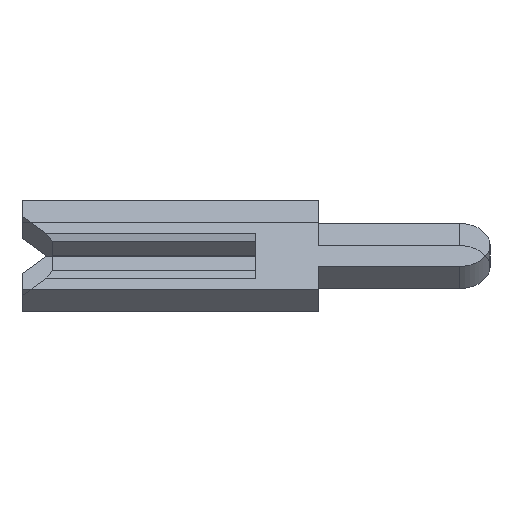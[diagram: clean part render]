
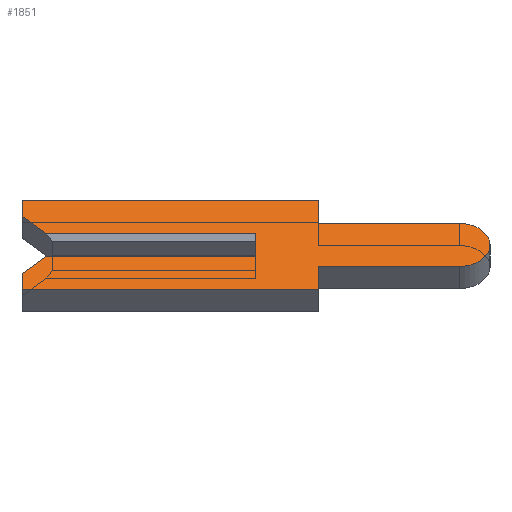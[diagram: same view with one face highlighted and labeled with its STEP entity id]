
A CAD part, left-side view. The second image highlights one B-rep face of the part: STEP entity #1851.
In plain terms, the highlighted face is planar.
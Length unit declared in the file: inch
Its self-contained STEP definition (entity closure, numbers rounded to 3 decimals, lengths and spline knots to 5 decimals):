
#2 = CARTESIAN_POINT ( 'NONE',  ( -0.01, -0.04, 0.0195 ) ) ;
#24 = DIRECTION ( 'NONE',  ( 0., -1., 0. ) ) ;
#33 = DIRECTION ( 'NONE',  ( 0., 0.707, 0.707 ) ) ;
#39 = CARTESIAN_POINT ( 'NONE',  ( -0.01, -0.04, 0.04 ) ) ;
#51 = DIRECTION ( 'NONE',  ( 0., 0., -1. ) ) ;
#56 = DIRECTION ( 'NONE',  ( 0., 0., -1. ) ) ;
#82 = LINE ( 'NONE', #1632, #484 ) ;
#95 = VECTOR ( 'NONE', #1825, 39.37008 ) ;
#97 = VERTEX_POINT ( 'NONE', #1054 ) ;
#106 = VECTOR ( 'NONE', #851, 39.37008 ) ;
#133 = EDGE_CURVE ( 'NONE', #352, #1653, #1092, .T. ) ;
#141 = CARTESIAN_POINT ( 'NONE',  ( -0.01, 0., 0.01 ) ) ;
#178 = VECTOR ( 'NONE', #1715, 39.37008 ) ;
#215 = CARTESIAN_POINT ( 'NONE',  ( -0.01, -0.04, -0.04 ) ) ;
#226 = ORIENTED_EDGE ( 'NONE', *, *, #1697, .F. ) ;
#231 = DIRECTION ( 'NONE',  ( 0., 0., 1. ) ) ;
#249 = EDGE_CURVE ( 'NONE', #1295, #1750, #1868, .T. ) ;
#287 = ORIENTED_EDGE ( 'NONE', *, *, #1327, .F. ) ;
#294 = CARTESIAN_POINT ( 'NONE',  ( -0.01, 0.15, 0.026 ) ) ;
#326 = EDGE_CURVE ( 'NONE', #1750, #1709, #502, .T. ) ;
#334 = VECTOR ( 'NONE', #1494, 39.37008 ) ;
#337 = EDGE_CURVE ( 'NONE', #1653, #1091, #823, .T. ) ;
#344 = VERTEX_POINT ( 'NONE', #141 ) ;
#352 = VERTEX_POINT ( 'NONE', #294 ) ;
#356 = LINE ( 'NONE', #1293, #1735 ) ;
#364 = EDGE_CURVE ( 'NONE', #1497, #344, #867, .T. ) ;
#373 = ORIENTED_EDGE ( 'NONE', *, *, #337, .F. ) ;
#417 = LINE ( 'NONE', #788, #529 ) ;
#430 = CARTESIAN_POINT ( 'NONE',  ( -0.01, 0.15, 0.04 ) ) ;
#439 = CARTESIAN_POINT ( 'NONE',  ( -0.01, -0.1305, 0. ) ) ;
#464 = ORIENTED_EDGE ( 'NONE', *, *, #818, .F. ) ;
#483 = VECTOR ( 'NONE', #231, 39.37008 ) ;
#484 = VECTOR ( 'NONE', #33, 39.37008 ) ;
#502 = LINE ( 'NONE', #1552, #1244 ) ;
#510 = CARTESIAN_POINT ( 'NONE',  ( -0.01, 0.134, -0.01 ) ) ;
#529 = VECTOR ( 'NONE', #1600, 39.37008 ) ;
#555 = CARTESIAN_POINT ( 'NONE',  ( -0.01, -0.04, -0.0195 ) ) ;
#570 = DIRECTION ( 'NONE',  ( 0., 0., -1. ) ) ;
#574 = LINE ( 'NONE', #1361, #106 ) ;
#600 = CARTESIAN_POINT ( 'NONE',  ( -0.01, 0.15, 0.01 ) ) ;
#675 = EDGE_CURVE ( 'NONE', #1091, #941, #356, .T. ) ;
#700 = DIRECTION ( 'NONE',  ( 1., 0., 0. ) ) ;
#712 = ORIENTED_EDGE ( 'NONE', *, *, #675, .F. ) ;
#713 = ORIENTED_EDGE ( 'NONE', *, *, #249, .F. ) ;
#718 = AXIS2_PLACEMENT_3D ( 'NONE', #439, #1526, #570 ) ;
#778 = VECTOR ( 'NONE', #51, 39.37008 ) ;
#788 = CARTESIAN_POINT ( 'NONE',  ( -0.01, 0.1305, -0.0065 ) ) ;
#818 = EDGE_CURVE ( 'NONE', #1709, #1342, #417, .T. ) ;
#823 = LINE ( 'NONE', #430, #1241 ) ;
#842 = EDGE_LOOP ( 'NONE', ( #1940, #226, #1376, #464, #986, #713, #287, #1773, #1230, #2006, #712, #373, #885, #924 ) ) ;
#847 = VECTOR ( 'NONE', #24, 39.37008 ) ;
#851 = DIRECTION ( 'NONE',  ( 0., 1., 0. ) ) ;
#863 = CARTESIAN_POINT ( 'NONE',  ( -0.01, 0.15, -0.026 ) ) ;
#867 = LINE ( 'NONE', #600, #178 ) ;
#885 = ORIENTED_EDGE ( 'NONE', *, *, #133, .F. ) ;
#903 = LINE ( 'NONE', #1794, #483 ) ;
#917 = DIRECTION ( 'NONE',  ( 0., -1., 0. ) ) ;
#924 = ORIENTED_EDGE ( 'NONE', *, *, #1075, .F. ) ;
#940 = DIRECTION ( 'NONE',  ( 0., 1., 0. ) ) ;
#941 = VERTEX_POINT ( 'NONE', #2 ) ;
#956 = DIRECTION ( 'NONE',  ( 0., 0., -1. ) ) ;
#978 = EDGE_CURVE ( 'NONE', #941, #1884, #1928, .T. ) ;
#986 = ORIENTED_EDGE ( 'NONE', *, *, #326, .F. ) ;
#1038 = CARTESIAN_POINT ( 'NONE',  ( -0.01, 0.15, 0.04 ) ) ;
#1054 = CARTESIAN_POINT ( 'NONE',  ( -0.01, -0.1305, -0.0195 ) ) ;
#1075 = EDGE_CURVE ( 'NONE', #1497, #352, #82, .T. ) ;
#1091 = VERTEX_POINT ( 'NONE', #39 ) ;
#1092 = LINE ( 'NONE', #1683, #95 ) ;
#1124 = LINE ( 'NONE', #1181, #334 ) ;
#1147 = CARTESIAN_POINT ( 'NONE',  ( -0.01, 0., -0.01 ) ) ;
#1181 = CARTESIAN_POINT ( 'NONE',  ( -0.01, -0.1305, -0.01 ) ) ;
#1200 = LINE ( 'NONE', #215, #778 ) ;
#1230 = ORIENTED_EDGE ( 'NONE', *, *, #2002, .F. ) ;
#1241 = VECTOR ( 'NONE', #917, 39.37008 ) ;
#1244 = VECTOR ( 'NONE', #1405, 39.37008 ) ;
#1293 = CARTESIAN_POINT ( 'NONE',  ( -0.01, -0.04, 0.04 ) ) ;
#1295 = VERTEX_POINT ( 'NONE', #1323 ) ;
#1299 = AXIS2_PLACEMENT_3D ( 'NONE', #1808, #700, #56 ) ;
#1323 = CARTESIAN_POINT ( 'NONE',  ( -0.01, -0.04, -0.04 ) ) ;
#1327 = EDGE_CURVE ( 'NONE', #1894, #1295, #1200, .T. ) ;
#1342 = VERTEX_POINT ( 'NONE', #510 ) ;
#1354 = PLANE ( 'NONE',  #1299 ) ;
#1361 = CARTESIAN_POINT ( 'NONE',  ( -0.01, -0.04, -0.0195 ) ) ;
#1375 = VECTOR ( 'NONE', #940, 39.37008 ) ;
#1376 = ORIENTED_EDGE ( 'NONE', *, *, #1598, .F. ) ;
#1390 = CARTESIAN_POINT ( 'NONE',  ( -0.01, 0.15, -0.04 ) ) ;
#1405 = DIRECTION ( 'NONE',  ( 0., 0., 1. ) ) ;
#1429 = VERTEX_POINT ( 'NONE', #1147 ) ;
#1494 = DIRECTION ( 'NONE',  ( 0., -1., 0. ) ) ;
#1497 = VERTEX_POINT ( 'NONE', #1502 ) ;
#1502 = CARTESIAN_POINT ( 'NONE',  ( -0.01, 0.134, 0.01 ) ) ;
#1523 = CARTESIAN_POINT ( 'NONE',  ( -0.01, -0.1305, 0.0195 ) ) ;
#1526 = DIRECTION ( 'NONE',  ( 1., 0., 0. ) ) ;
#1552 = CARTESIAN_POINT ( 'NONE',  ( -0.01, 0.15, -0.026 ) ) ;
#1598 = EDGE_CURVE ( 'NONE', #1342, #1429, #1124, .T. ) ;
#1600 = DIRECTION ( 'NONE',  ( 0., -0.707, 0.707 ) ) ;
#1616 = CARTESIAN_POINT ( 'NONE',  ( -0.01, -0.04, 0.0195 ) ) ;
#1623 = EDGE_CURVE ( 'NONE', #97, #1894, #574, .T. ) ;
#1632 = CARTESIAN_POINT ( 'NONE',  ( -0.01, 0.1305, 0.0065 ) ) ;
#1647 = CARTESIAN_POINT ( 'NONE',  ( -0.01, 0.15, -0.04 ) ) ;
#1653 = VERTEX_POINT ( 'NONE', #1038 ) ;
#1683 = CARTESIAN_POINT ( 'NONE',  ( -0.01, 0.15, 0.026 ) ) ;
#1697 = EDGE_CURVE ( 'NONE', #1429, #344, #903, .T. ) ;
#1709 = VERTEX_POINT ( 'NONE', #863 ) ;
#1715 = DIRECTION ( 'NONE',  ( 0., -1., 0. ) ) ;
#1735 = VECTOR ( 'NONE', #956, 39.37008 ) ;
#1750 = VERTEX_POINT ( 'NONE', #1647 ) ;
#1773 = ORIENTED_EDGE ( 'NONE', *, *, #1623, .F. ) ;
#1794 = CARTESIAN_POINT ( 'NONE',  ( -0.01, 0., 0.0065 ) ) ;
#1808 = CARTESIAN_POINT ( 'NONE',  ( -0.01, -0.1305, 0. ) ) ;
#1825 = DIRECTION ( 'NONE',  ( 0., 0., 1. ) ) ;
#1827 = CIRCLE ( 'NONE', #718, 0.0195 ) ;
#1849 = FACE_OUTER_BOUND ( 'NONE', #842, .T. ) ;
#1851 = ADVANCED_FACE ( 'NONE', ( #1849 ), #1354, .F. ) ;
#1868 = LINE ( 'NONE', #1390, #1375 ) ;
#1884 = VERTEX_POINT ( 'NONE', #1523 ) ;
#1894 = VERTEX_POINT ( 'NONE', #555 ) ;
#1928 = LINE ( 'NONE', #1616, #847 ) ;
#1940 = ORIENTED_EDGE ( 'NONE', *, *, #364, .T. ) ;
#2002 = EDGE_CURVE ( 'NONE', #1884, #97, #1827, .T. ) ;
#2006 = ORIENTED_EDGE ( 'NONE', *, *, #978, .F. ) ;
